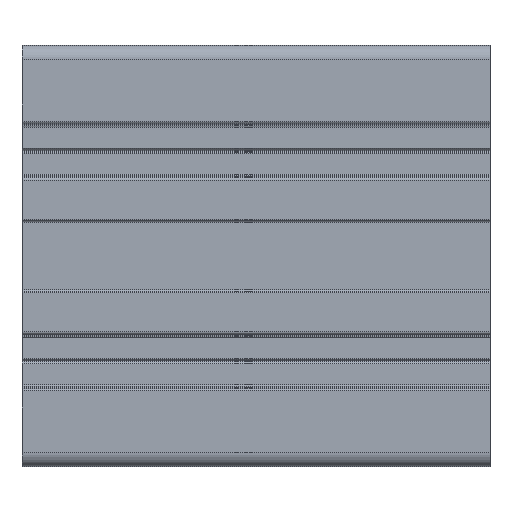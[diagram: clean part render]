
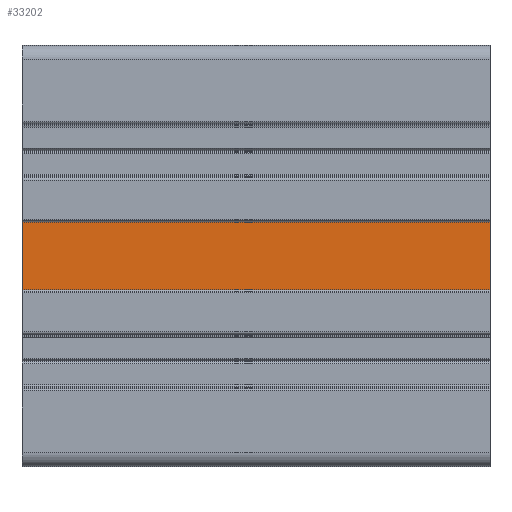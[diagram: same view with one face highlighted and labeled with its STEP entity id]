
A CAD part, front view. The second image highlights one B-rep face of the part: STEP entity #33202.
In plain terms, the highlighted planar face has unit normal (0, -1, 0).
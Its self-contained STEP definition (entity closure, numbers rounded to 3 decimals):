
#370 = CARTESIAN_POINT ( 'NONE',  ( -40.816, -34.102, 7.2 ) ) ;
#430 = CARTESIAN_POINT ( 'NONE',  ( -40.816, -34.102, -7.2 ) ) ;
#2555 = DIRECTION ( 'NONE',  ( 0., 1., 0. ) ) ;
#3256 = AXIS2_PLACEMENT_3D ( 'NONE', #13771, #2555, #19597 ) ;
#3335 = VECTOR ( 'NONE', #20407, 1000. ) ;
#5476 = EDGE_CURVE ( 'NONE', #22831, #21967, #25410, .T. ) ;
#6628 = VERTEX_POINT ( 'NONE', #370 ) ;
#8441 = CARTESIAN_POINT ( 'NONE',  ( 59.184, -34.102, 7.2 ) ) ;
#9173 = VERTEX_POINT ( 'NONE', #430 ) ;
#10135 = EDGE_CURVE ( 'NONE', #21967, #9173, #21912, .T. ) ;
#10786 = VECTOR ( 'NONE', #19354, 1000. ) ;
#11387 = DIRECTION ( 'NONE',  ( -1., 0., 0. ) ) ;
#13771 = CARTESIAN_POINT ( 'NONE',  ( 59.184, -34.102, 7.2 ) ) ;
#14981 = CARTESIAN_POINT ( 'NONE',  ( 59.184, -34.102, 7.2 ) ) ;
#15344 = ORIENTED_EDGE ( 'NONE', *, *, #33757, .T. ) ;
#15498 = VECTOR ( 'NONE', #11387, 1000. ) ;
#17011 = PLANE ( 'NONE',  #3256 ) ;
#17695 = CARTESIAN_POINT ( 'NONE',  ( -40.816, -34.102, 7.2 ) ) ;
#19354 = DIRECTION ( 'NONE',  ( 0., 0., -1. ) ) ;
#19597 = DIRECTION ( 'NONE',  ( 0., 0., 1. ) ) ;
#20407 = DIRECTION ( 'NONE',  ( 0., 0., -1. ) ) ;
#21022 = VECTOR ( 'NONE', #36020, 1000. ) ;
#21487 = EDGE_LOOP ( 'NONE', ( #33979, #28506, #23047, #15344 ) ) ;
#21912 = LINE ( 'NONE', #27742, #21022 ) ;
#21967 = VERTEX_POINT ( 'NONE', #23935 ) ;
#22553 = LINE ( 'NONE', #8441, #15498 ) ;
#22831 = VERTEX_POINT ( 'NONE', #14981 ) ;
#23047 = ORIENTED_EDGE ( 'NONE', *, *, #5476, .F. ) ;
#23627 = LINE ( 'NONE', #17695, #3335 ) ;
#23935 = CARTESIAN_POINT ( 'NONE',  ( 59.184, -34.102, -7.2 ) ) ;
#25410 = LINE ( 'NONE', #33930, #10786 ) ;
#27742 = CARTESIAN_POINT ( 'NONE',  ( 59.184, -34.102, -7.2 ) ) ;
#28506 = ORIENTED_EDGE ( 'NONE', *, *, #10135, .F. ) ;
#31268 = EDGE_CURVE ( 'NONE', #6628, #9173, #23627, .T. ) ;
#33202 = ADVANCED_FACE ( 'NONE', ( #34096 ), #17011, .F. ) ;
#33757 = EDGE_CURVE ( 'NONE', #22831, #6628, #22553, .T. ) ;
#33930 = CARTESIAN_POINT ( 'NONE',  ( 59.184, -34.102, 7.2 ) ) ;
#33979 = ORIENTED_EDGE ( 'NONE', *, *, #31268, .T. ) ;
#34096 = FACE_OUTER_BOUND ( 'NONE', #21487, .T. ) ;
#36020 = DIRECTION ( 'NONE',  ( -1., 0., 0. ) ) ;
